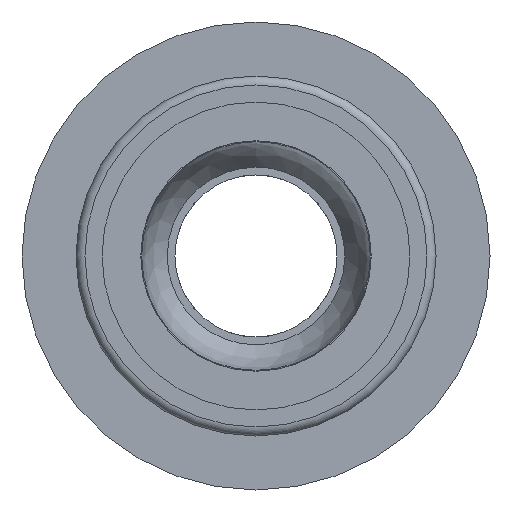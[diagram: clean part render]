
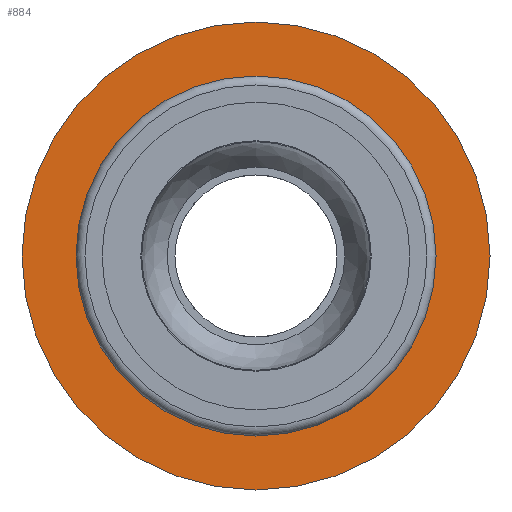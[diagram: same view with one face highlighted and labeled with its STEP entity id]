
A CAD part, front view. The second image highlights one B-rep face of the part: STEP entity #884.
In plain terms, the highlighted planar face has unit normal (0, -1, 0).
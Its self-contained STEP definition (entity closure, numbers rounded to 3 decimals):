
#156=FACE_BOUND('',#302,.T.);
#188=PLANE('',#1020);
#235=FACE_OUTER_BOUND('',#301,.T.);
#301=EDGE_LOOP('',(#831));
#302=EDGE_LOOP('',(#832));
#309=CIRCLE('',#914,6.5);
#337=CIRCLE('',#961,4.275);
#377=VERTEX_POINT('',#1326);
#427=VERTEX_POINT('',#1455);
#464=EDGE_CURVE('',#377,#377,#309,.T.);
#525=EDGE_CURVE('',#427,#427,#337,.T.);
#831=ORIENTED_EDGE('',*,*,#464,.T.);
#832=ORIENTED_EDGE('',*,*,#525,.T.);
#884=ADVANCED_FACE('',(#235,#156),#188,.F.);
#914=AXIS2_PLACEMENT_3D('',#1327,#1041,#1042);
#961=AXIS2_PLACEMENT_3D('',#1457,#1168,#1169);
#1020=AXIS2_PLACEMENT_3D('',#1569,#1309,#1310);
#1041=DIRECTION('center_axis',(0.,-1.,0.));
#1042=DIRECTION('ref_axis',(-1.,0.,0.));
#1168=DIRECTION('center_axis',(0.,1.,0.));
#1169=DIRECTION('ref_axis',(-1.,0.,0.));
#1309=DIRECTION('center_axis',(0.,1.,0.));
#1310=DIRECTION('ref_axis',(0.,0.,1.));
#1326=CARTESIAN_POINT('',(6.5,-1.,0.));
#1327=CARTESIAN_POINT('Origin',(0.,-1.,0.));
#1455=CARTESIAN_POINT('',(4.275,-1.,0.));
#1457=CARTESIAN_POINT('Origin',(0.,-1.,0.));
#1569=CARTESIAN_POINT('Origin',(0.,-1.,0.));
